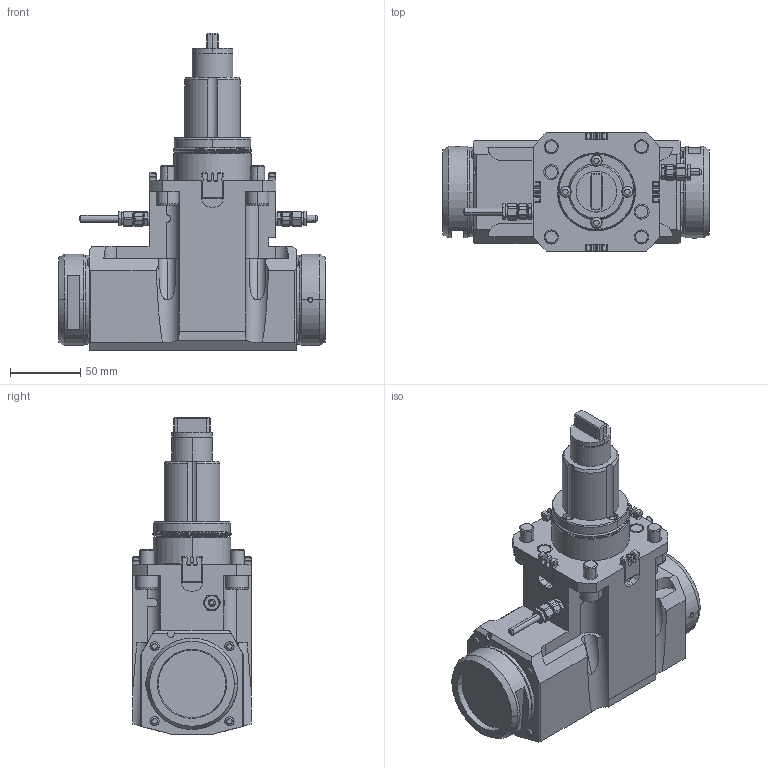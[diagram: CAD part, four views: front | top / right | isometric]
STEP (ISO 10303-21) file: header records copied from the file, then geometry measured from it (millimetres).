
FILE_DESCRIPTION(('HOOPS Exchange Step'),'2;1');
FILE_NAME('Modelcomposition.stp','2024-06-10T08:39:07+00:00',('toolarena-modelservice-ewspro'),('Unknown organisation'),'HOOPS Exchange 2021.2','HOOPS Exchange','Unknown authorisation');
FILE_SCHEMA( ('AP242_MANAGED_MODEL_BASED_3D_ENGINEERING_MIM_LF {1 0 10303 442 1 1 4 }') );
Length unit declared in the file: millimetre
Products named in the file (1): EWS_230234_DIN4003
Bounding box: 189 x 84 x 225 mm (x, y, z)
Volume: 1335642.3 mm3; surface area: 105576.7 mm2
Topology: 1 solids, 1 shells, 662 faces, 1718 edges, 1103 vertices
Faces by surface type: plane 357, cylinder 191, cone 86, torus 16, bspline 12
Entity records: 21121 total; most frequent: CARTESIAN_POINT 4659, DIRECTION 3543, ORIENTED_EDGE 3436, EDGE_CURVE 1718, AXIS2_PLACEMENT_3D 1299, VERTEX_POINT 1103, VECTOR 945, LINE 945
